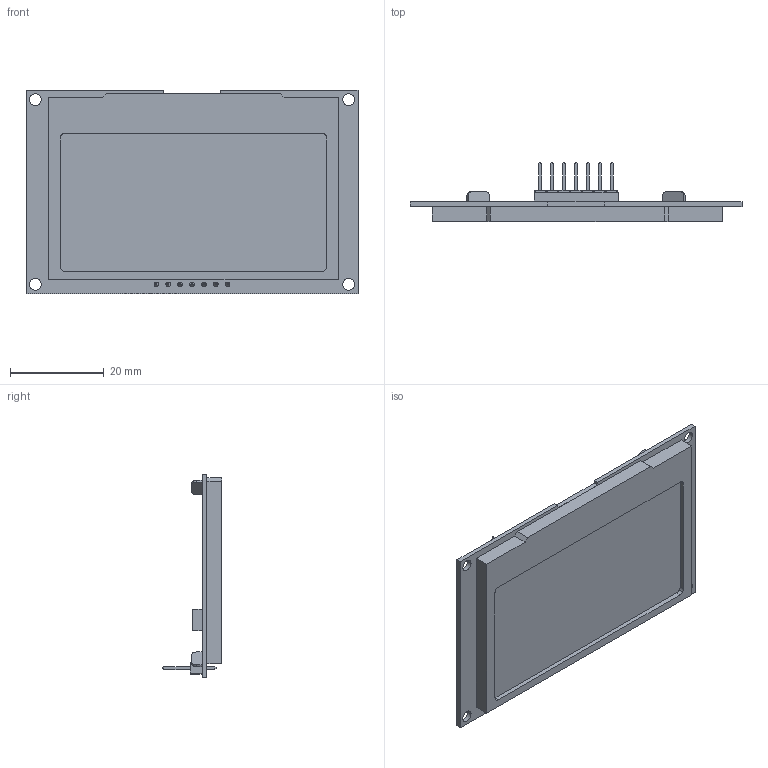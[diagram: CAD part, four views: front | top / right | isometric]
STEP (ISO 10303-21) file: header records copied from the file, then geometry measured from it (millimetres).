
FILE_DESCRIPTION(('STEP AP242'),'1');
FILE_NAME('SSD1309 2.42_ OLED v2.step','2023-05-12T09:14:28',(' '),(' '),'Spatial InterOp 3D',' ',' ');
FILE_SCHEMA(('AP242_MANAGED_MODEL_BASED_3D_ENGINEERING_MIM_LF {1 0 10303 442 1 1 4}'));
Length unit declared in the file: metre
Products named in the file (12): V2; V2 Geometry; 1x07 connector; Component1; Component2; Component3; Component4; Component5; Component6; Component7; Component8; SSD1309 2.42_ OLED v2
Assembly tree (11 placements, depth 4):
  SSD1309 2.42_ OLED v2
    V2
      V2 Geometry
      1x07 connector
        Component1
        Component2
        Component3
        Component4
        Component5
        Component6
        Component7
        Component8
Bounding box: 71 x 12.74 x 43.5 mm (x, y, z)
Volume: 9530.5 mm3; surface area: 12924.2 mm2
Topology: 15 solids, 15 shells, 273 faces, 670 edges, 428 vertices
Faces by surface type: plane 227, cylinder 46
Entity records: 8338 total; most frequent: CARTESIAN_POINT 1385, ORIENTED_EDGE 1340, DIRECTION 1336, EDGE_CURVE 670, LINE 578, VECTOR 578, VERTEX_POINT 428, AXIS2_PLACEMENT_3D 379
